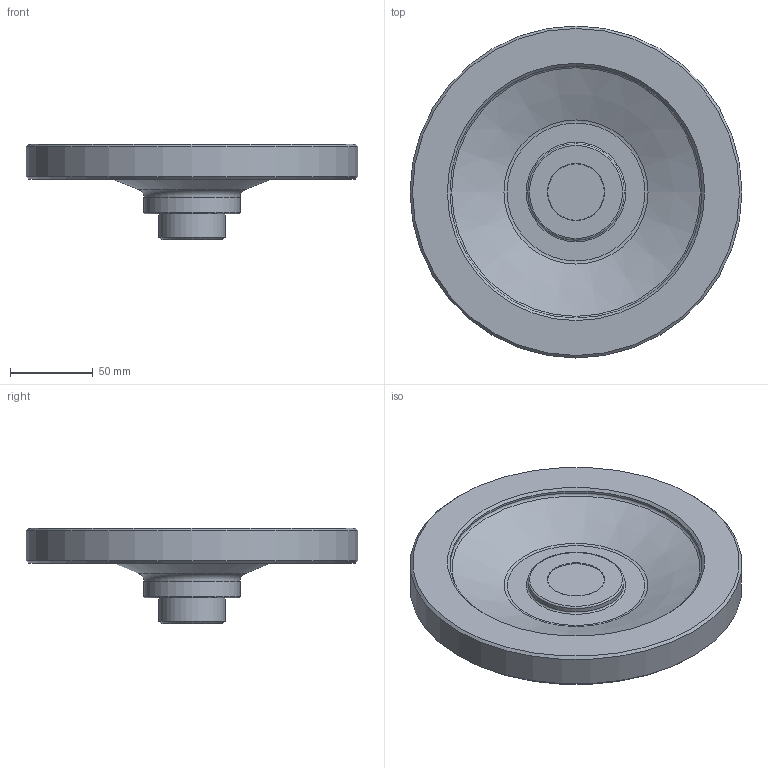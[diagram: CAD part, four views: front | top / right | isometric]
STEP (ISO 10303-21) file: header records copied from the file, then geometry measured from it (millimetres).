
FILE_DESCRIPTION( ( 'Unknown' ), '1' );
FILE_NAME( '7101020_VPR200.stp', 'Unknown', ( 'Unknown' ), ( 'Unknown' ), 'PSStep 11.0', 'Unknown', ' ' );
FILE_SCHEMA( ( 'AUTOMOTIVE_DESIGN { 1 0 10303 214 1 1 1 1 }' ) );
Length unit declared in the file: millimetre
Products named in the file (1): 1397
Bounding box: 200 x 200 x 57.5 mm (x, y, z)
Volume: 450168.4 mm3; surface area: 87829.8 mm2
Topology: 1 solids, 2 shells, 44 faces, 90 edges, 54 vertices
Faces by surface type: torus 10, cone 10, cylinder 9, plane 8, bspline 7
Full cylindrical faces by diameter (mm): 6 x1, 32 x1, 34 x1, 40 x1, 58 x2, 152 x1, 200 x1
Entity records: 2562 total; most frequent: CARTESIAN_POINT 1432, DIRECTION 164, ORIENTED_EDGE 116, AXIS2_PLACEMENT_3D 82, EDGE_LOOP 74, FACE_OUTER_BOUND 59, EDGE_CURVE 58, VERTEX_POINT 47
